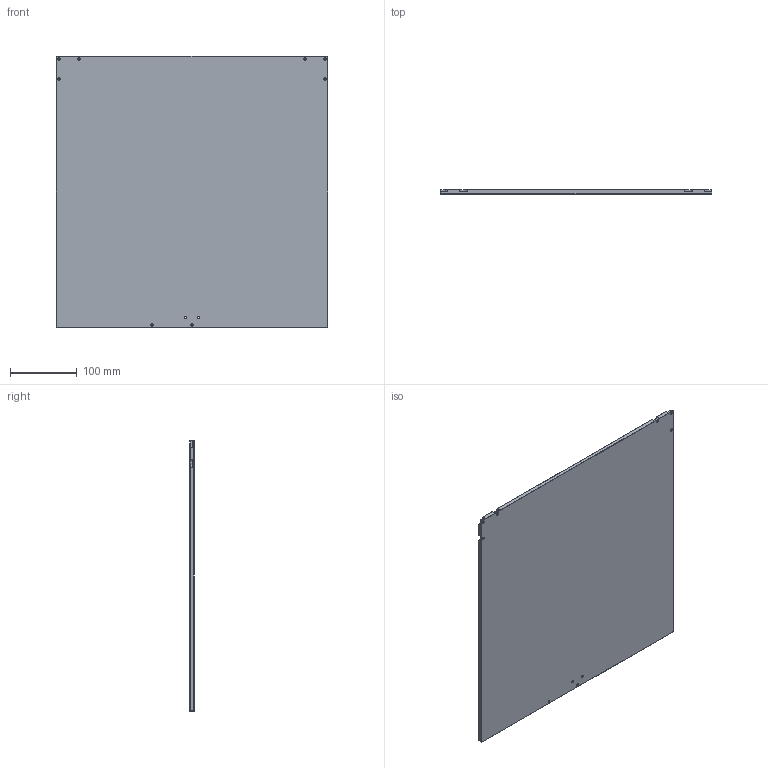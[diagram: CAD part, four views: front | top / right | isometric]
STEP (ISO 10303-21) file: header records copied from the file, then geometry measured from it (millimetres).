
FILE_DESCRIPTION(/* description */ (''),/* implementation_level */ '2;1');
FILE_NAME(/* name */ 'SK-Tank v2 bed 405x405x6 ALJADE v4.step',/* time_stamp */ '2023-09-04T05:54:53+08:00',/* author */ (''),/* organization */ (''),/* preprocessor_version */ 'ST-DEVELOPER v20',/* originating_system */ 'Autodesk Translation Framework v12.9.0.99',/* authorisation */ '');
FILE_SCHEMA (('AUTOMOTIVE_DESIGN { 1 0 10303 214 3 1 1 }'));
Length unit declared in the file: millimetre
Products named in the file (1): SK-Tank v2 bed 405x405x6 ALJADE
Bounding box: 405 x 6 x 405 mm (x, y, z)
Volume: 981823.3 mm3; surface area: 337629.4 mm2
Topology: 1 solids, 1 shells, 218 faces, 530 edges, 316 vertices
Faces by surface type: plane 100, cone 66, cylinder 52
Full cylindrical faces by diameter (mm): 3.2 x10
Entity records: 6346 total; most frequent: DIRECTION 1154, CARTESIAN_POINT 1065, ORIENTED_EDGE 1060, EDGE_CURVE 530, AXIS2_PLACEMENT_3D 405, LINE 344, VECTOR 344, VERTEX_POINT 316
